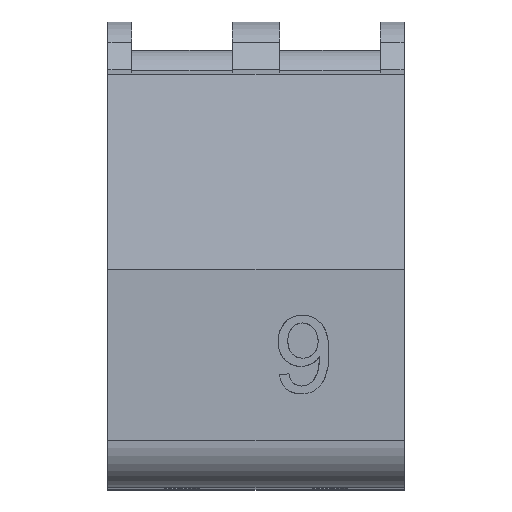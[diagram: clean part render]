
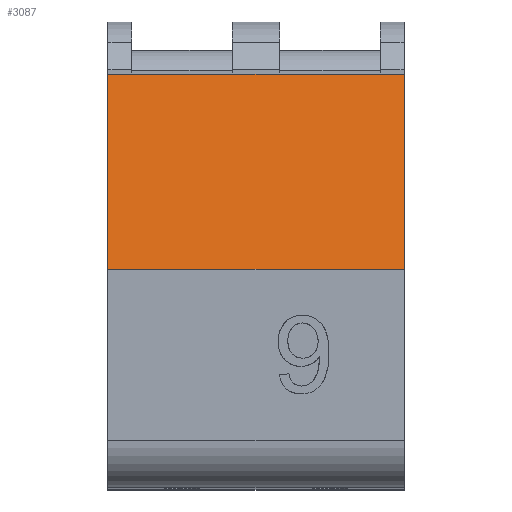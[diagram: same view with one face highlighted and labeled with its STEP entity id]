
A CAD part, top view. The second image highlights one B-rep face of the part: STEP entity #3087.
In plain terms, the highlighted planar face has unit normal (0, 0.174, 0.985).
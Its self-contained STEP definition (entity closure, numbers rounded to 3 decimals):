
#278=FACE_OUTER_BOUND('',#1141,.T.);
#463=LINE('',#4926,#731);
#553=LINE('',#5167,#821);
#568=LINE('',#5200,#836);
#569=LINE('',#5202,#837);
#731=VECTOR('',#3735,25.);
#821=VECTOR('',#3967,16.856);
#836=VECTOR('',#4002,25.);
#837=VECTOR('',#4005,16.856);
#1141=EDGE_LOOP('',(#2628,#2629,#2630,#2631));
#1390=VERTEX_POINT('',#4923);
#1391=VERTEX_POINT('',#4925);
#1471=VERTEX_POINT('',#5165);
#1479=VERTEX_POINT('',#5198);
#1739=EDGE_CURVE('',#1390,#1391,#463,.T.);
#1858=EDGE_CURVE('',#1390,#1471,#553,.T.);
#1874=EDGE_CURVE('',#1471,#1479,#568,.T.);
#1875=EDGE_CURVE('',#1479,#1391,#569,.T.);
#2628=ORIENTED_EDGE('',*,*,#1875,.T.);
#2629=ORIENTED_EDGE('',*,*,#1739,.F.);
#2630=ORIENTED_EDGE('',*,*,#1858,.T.);
#2631=ORIENTED_EDGE('',*,*,#1874,.T.);
#2764=PLANE('',#3307);
#3087=ADVANCED_FACE('',(#278),#2764,.T.);
#3307=AXIS2_PLACEMENT_3D('',#5201,#4003,#4004);
#3735=DIRECTION('',(1.,0.,0.));
#3967=DIRECTION('',(0.,-0.985,0.174));
#4002=DIRECTION('',(1.,0.,0.));
#4003=DIRECTION('center_axis',(0.,0.174,0.985));
#4004=DIRECTION('ref_axis',(1.,0.,0.));
#4005=DIRECTION('',(0.,0.985,-0.174));
#4923=CARTESIAN_POINT('',(-12.5,35.,58.273));
#4925=CARTESIAN_POINT('',(12.5,35.,58.273));
#4926=CARTESIAN_POINT('',(0.,35.,58.273));
#5165=CARTESIAN_POINT('',(-12.5,18.4,61.2));
#5167=CARTESIAN_POINT('',(-12.5,35.,58.273));
#5198=CARTESIAN_POINT('',(12.5,18.4,61.2));
#5200=CARTESIAN_POINT('',(0.,18.4,61.2));
#5201=CARTESIAN_POINT('Origin',(0.,18.4,61.2));
#5202=CARTESIAN_POINT('',(12.5,35.,58.273));
